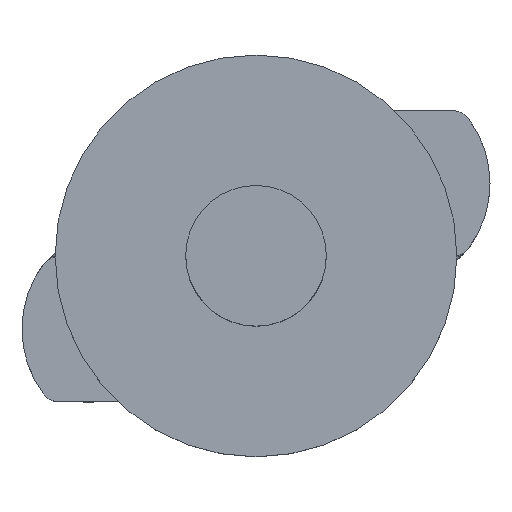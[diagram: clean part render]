
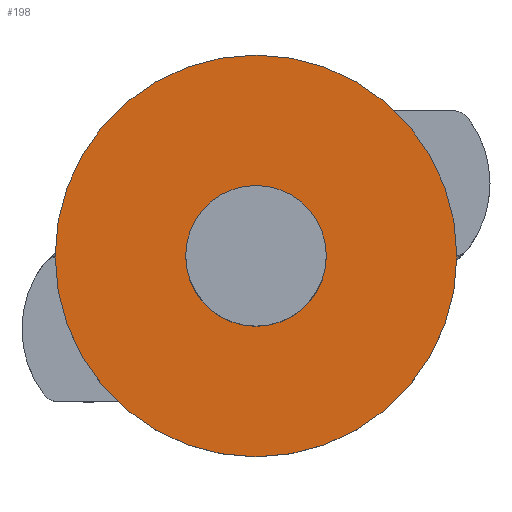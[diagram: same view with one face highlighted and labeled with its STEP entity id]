
A CAD part, top view. The second image highlights one B-rep face of the part: STEP entity #198.
In plain terms, the highlighted planar face has unit normal (0, 0, 1).
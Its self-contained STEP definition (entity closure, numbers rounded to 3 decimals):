
#98 = CARTESIAN_POINT ( 'NONE',  ( -100., 0., -50. ) ) ;
#175 = CARTESIAN_POINT ( 'NONE',  ( 0., 0., -50. ) ) ;
#198 = ADVANCED_FACE ( 'NONE', ( #2588, #931 ), #3814, .F. ) ;
#340 = CIRCLE ( 'NONE', #1037, 35. ) ;
#349 = CARTESIAN_POINT ( 'NONE',  ( 0., 0., -50. ) ) ;
#383 = EDGE_CURVE ( 'NONE', #3032, #2819, #3028, .T. ) ;
#492 = DIRECTION ( 'NONE',  ( -1., 0., 0. ) ) ;
#627 = CIRCLE ( 'NONE', #2621, 100. ) ;
#675 = DIRECTION ( 'NONE',  ( -1., 0., 0. ) ) ;
#692 = ORIENTED_EDGE ( 'NONE', *, *, #383, .F. ) ;
#800 = AXIS2_PLACEMENT_3D ( 'NONE', #175, #2370, #492 ) ;
#931 = FACE_OUTER_BOUND ( 'NONE', #3472, .T. ) ;
#1001 = DIRECTION ( 'NONE',  ( -1., 0., 0. ) ) ;
#1037 = AXIS2_PLACEMENT_3D ( 'NONE', #349, #2541, #675 ) ;
#1206 = DIRECTION ( 'NONE',  ( 0., 0., -1. ) ) ;
#1260 = ORIENTED_EDGE ( 'NONE', *, *, #3162, .F. ) ;
#1761 = VERTEX_POINT ( 'NONE', #98 ) ;
#1833 = CARTESIAN_POINT ( 'NONE',  ( -35., 0., -50. ) ) ;
#1868 = DIRECTION ( 'NONE',  ( 0., 0., -1. ) ) ;
#2035 = CARTESIAN_POINT ( 'NONE',  ( 35., 0., -50. ) ) ;
#2243 = CARTESIAN_POINT ( 'NONE',  ( 0., 0., -50. ) ) ;
#2370 = DIRECTION ( 'NONE',  ( 0., 0., 1. ) ) ;
#2541 = DIRECTION ( 'NONE',  ( 0., 0., 1. ) ) ;
#2588 = FACE_BOUND ( 'NONE', #4009, .T. ) ;
#2621 = AXIS2_PLACEMENT_3D ( 'NONE', #3738, #1868, #4054 ) ;
#2629 = ORIENTED_EDGE ( 'NONE', *, *, #3591, .F. ) ;
#2671 = VERTEX_POINT ( 'NONE', #3438 ) ;
#2819 = VERTEX_POINT ( 'NONE', #2035 ) ;
#2851 = DIRECTION ( 'NONE',  ( 0., 0., -1. ) ) ;
#2963 = AXIS2_PLACEMENT_3D ( 'NONE', #2243, #2851, #1001 ) ;
#3028 = CIRCLE ( 'NONE', #800, 35. ) ;
#3032 = VERTEX_POINT ( 'NONE', #1833 ) ;
#3058 = ORIENTED_EDGE ( 'NONE', *, *, #3341, .F. ) ;
#3073 = CARTESIAN_POINT ( 'NONE',  ( 0., 0., -50. ) ) ;
#3162 = EDGE_CURVE ( 'NONE', #2819, #3032, #340, .T. ) ;
#3187 = CIRCLE ( 'NONE', #3326, 100. ) ;
#3326 = AXIS2_PLACEMENT_3D ( 'NONE', #3073, #1206, #3390 ) ;
#3341 = EDGE_CURVE ( 'NONE', #2671, #1761, #3187, .T. ) ;
#3390 = DIRECTION ( 'NONE',  ( -1., 0., 0. ) ) ;
#3438 = CARTESIAN_POINT ( 'NONE',  ( 100., 0., -50. ) ) ;
#3472 = EDGE_LOOP ( 'NONE', ( #3058, #2629 ) ) ;
#3591 = EDGE_CURVE ( 'NONE', #1761, #2671, #627, .T. ) ;
#3738 = CARTESIAN_POINT ( 'NONE',  ( 0., 0., -50. ) ) ;
#3814 = PLANE ( 'NONE',  #2963 ) ;
#4009 = EDGE_LOOP ( 'NONE', ( #1260, #692 ) ) ;
#4054 = DIRECTION ( 'NONE',  ( -1., 0., 0. ) ) ;
